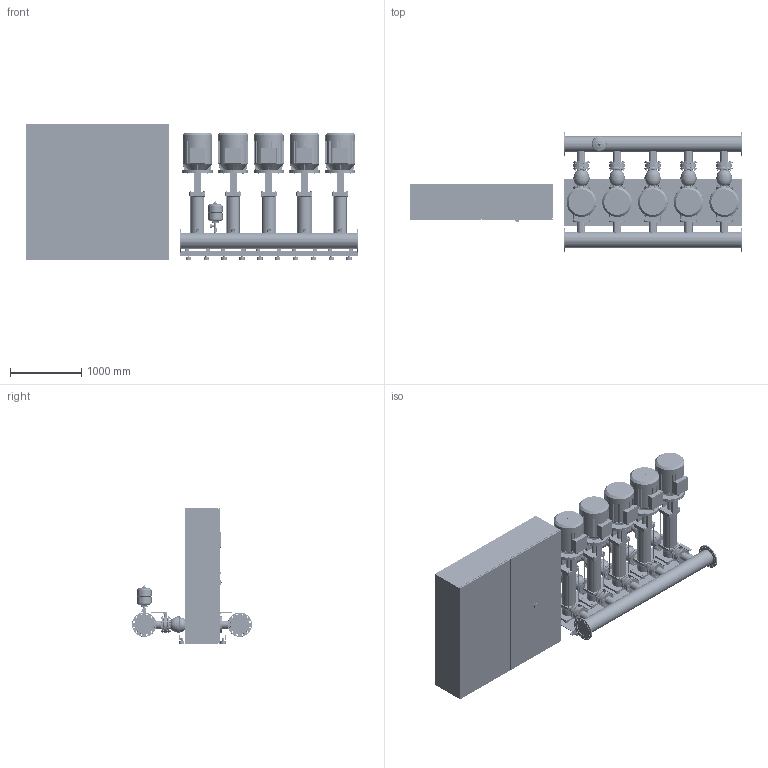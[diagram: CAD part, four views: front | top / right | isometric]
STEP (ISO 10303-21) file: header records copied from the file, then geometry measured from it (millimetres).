
FILE_DESCRIPTION((''),'2;1');
FILE_NAME('3d_COR-5MVI7006-PN25-2523292.stp','2011-08-26T14:58:18',(''),(''),'Mechanical Desktop 2009','Mechanical Desktop 2009',', , ');
FILE_SCHEMA(('CONFIG_CONTROL_DESIGN'));
Length unit declared in the file: millimetre
Products named in the file (1): Product
Bounding box: 4650 x 1679.55 x 1900 mm (x, y, z)
Volume: 2799061423.2 mm3; surface area: 44636005.9 mm2
Topology: 297 solids, 297 shells, 8526 faces, 20431 edges, 13330 vertices
Faces by surface type: plane 4350, cylinder 2601, bspline 833, cone 546, torus 134, sphere 62
Full cylindrical faces by diameter (mm): 114.3 x10, 225 x10
Entity records: 260963 total; most frequent: CARTESIAN_POINT 57904, DIRECTION 42748, ORIENTED_EDGE 40742, EDGE_CURVE 20371, AXIS2_PLACEMENT_3D 14936, VERTEX_POINT 13315, VECTOR 12876, LINE 12876
